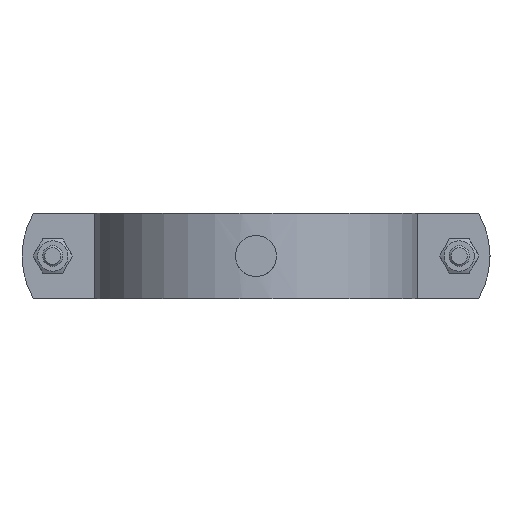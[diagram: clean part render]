
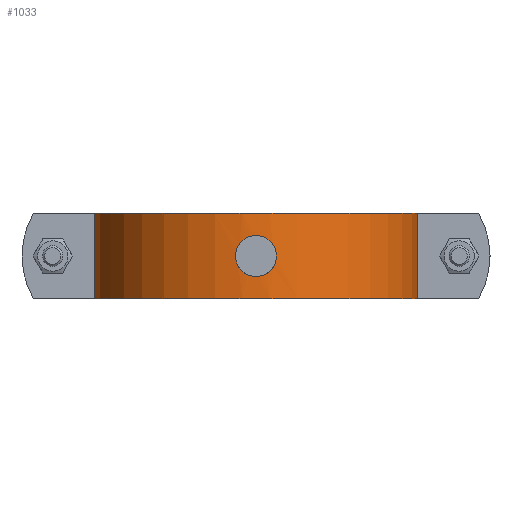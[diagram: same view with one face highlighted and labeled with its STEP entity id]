
A CAD part, front view. The second image highlights one B-rep face of the part: STEP entity #1033.
In plain terms, the highlighted cylindrical face has radius 47.45 mm (diameter 94.9 mm), a partial arc.
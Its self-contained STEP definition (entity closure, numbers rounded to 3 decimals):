
#588=CARTESIAN_POINT('',(6.,47.069,0.));
#589=VERTEX_POINT('',#588);
#590=CARTESIAN_POINT('',(6.,47.069,0.));
#591=CARTESIAN_POINT('',(6.,47.069,0.637));
#592=CARTESIAN_POINT('',(5.894,47.083,1.309));
#593=CARTESIAN_POINT('',(5.675,47.109,1.947));
#594=CARTESIAN_POINT('',(5.523,47.128,2.392));
#595=CARTESIAN_POINT('',(5.316,47.152,2.821));
#596=CARTESIAN_POINT('',(5.066,47.179,3.214));
#597=CARTESIAN_POINT('',(4.882,47.199,3.506));
#598=CARTESIAN_POINT('',(4.673,47.22,3.778));
#599=CARTESIAN_POINT('',(4.45,47.241,4.025));
#600=CARTESIAN_POINT('',(4.273,47.258,4.221));
#601=CARTESIAN_POINT('',(4.087,47.274,4.401));
#602=CARTESIAN_POINT('',(3.884,47.291,4.573));
#603=CARTESIAN_POINT('',(3.377,47.332,5.004));
#604=CARTESIAN_POINT('',(2.774,47.373,5.365));
#605=CARTESIAN_POINT('',(2.13,47.402,5.609));
#606=CARTESIAN_POINT('',(1.627,47.425,5.8));
#607=CARTESIAN_POINT('',(1.098,47.44,5.922));
#608=CARTESIAN_POINT('',(0.579,47.446,5.972));
#609=CARTESIAN_POINT('',(0.207,47.451,6.008));
#610=CARTESIAN_POINT('',(-0.154,47.451,6.01));
#611=CARTESIAN_POINT('',(-0.525,47.447,5.977));
#612=CARTESIAN_POINT('',(-1.183,47.44,5.919));
#613=CARTESIAN_POINT('',(-1.856,47.418,5.746));
#614=CARTESIAN_POINT('',(-2.477,47.385,5.465));
#615=CARTESIAN_POINT('',(-3.088,47.353,5.188));
#616=CARTESIAN_POINT('',(-3.648,47.312,4.806));
#617=CARTESIAN_POINT('',(-4.113,47.271,4.369));
#618=CARTESIAN_POINT('',(-4.272,47.258,4.219));
#619=CARTESIAN_POINT('',(-4.421,47.244,4.063));
#620=CARTESIAN_POINT('',(-4.565,47.23,3.894));
#621=CARTESIAN_POINT('',(-4.993,47.189,3.392));
#622=CARTESIAN_POINT('',(-5.353,47.148,2.795));
#623=CARTESIAN_POINT('',(-5.599,47.118,2.156));
#624=CARTESIAN_POINT('',(-5.788,47.096,1.665));
#625=CARTESIAN_POINT('',(-5.911,47.08,1.15));
#626=CARTESIAN_POINT('',(-5.966,47.073,0.641));
#627=CARTESIAN_POINT('',(-5.993,47.07,0.384));
#628=CARTESIAN_POINT('',(-6.004,47.069,0.131));
#629=CARTESIAN_POINT('',(-5.999,47.069,-0.122));
#630=CARTESIAN_POINT('',(-5.986,47.071,-0.763));
#631=CARTESIAN_POINT('',(-5.865,47.087,-1.436));
#632=CARTESIAN_POINT('',(-5.631,47.115,-2.071));
#633=CARTESIAN_POINT('',(-5.473,47.134,-2.501));
#634=CARTESIAN_POINT('',(-5.264,47.158,-2.914));
#635=CARTESIAN_POINT('',(-5.016,47.184,-3.293));
#636=CARTESIAN_POINT('',(-4.802,47.207,-3.619));
#637=CARTESIAN_POINT('',(-4.558,47.231,-3.92));
#638=CARTESIAN_POINT('',(-4.298,47.255,-4.187));
#639=CARTESIAN_POINT('',(-4.111,47.272,-4.378));
#640=CARTESIAN_POINT('',(-3.911,47.289,-4.559));
#641=CARTESIAN_POINT('',(-3.694,47.306,-4.728));
#642=CARTESIAN_POINT('',(-3.17,47.347,-5.138));
#643=CARTESIAN_POINT('',(-2.558,47.385,-5.47));
#644=CARTESIAN_POINT('',(-1.912,47.411,-5.687));
#645=CARTESIAN_POINT('',(-1.331,47.435,-5.882));
#646=CARTESIAN_POINT('',(-0.723,47.448,-5.985));
#647=CARTESIAN_POINT('',(-0.141,47.45,-5.998));
#648=CARTESIAN_POINT('',(0.083,47.45,-6.004));
#649=CARTESIAN_POINT('',(0.305,47.45,-5.997));
#650=CARTESIAN_POINT('',(0.532,47.447,-5.976));
#651=CARTESIAN_POINT('',(1.186,47.44,-5.918));
#652=CARTESIAN_POINT('',(1.856,47.418,-5.746));
#653=CARTESIAN_POINT('',(2.475,47.385,-5.466));
#654=CARTESIAN_POINT('',(2.862,47.365,-5.291));
#655=CARTESIAN_POINT('',(3.23,47.341,-5.074));
#656=CARTESIAN_POINT('',(3.565,47.316,-4.826));
#657=CARTESIAN_POINT('',(3.803,47.298,-4.65));
#658=CARTESIAN_POINT('',(4.025,47.279,-4.459));
#659=CARTESIAN_POINT('',(4.227,47.261,-4.259));
#660=CARTESIAN_POINT('',(4.4,47.246,-4.087));
#661=CARTESIAN_POINT('',(4.565,47.23,-3.902));
#662=CARTESIAN_POINT('',(4.72,47.215,-3.704));
#663=CARTESIAN_POINT('',(5.13,47.174,-3.181));
#664=CARTESIAN_POINT('',(5.464,47.135,-2.57));
#665=CARTESIAN_POINT('',(5.683,47.108,-1.925));
#666=CARTESIAN_POINT('',(5.897,47.083,-1.294));
#667=CARTESIAN_POINT('',(6.,47.069,-0.629));
#668=CARTESIAN_POINT('',(6.,47.069,0.));
#669=B_SPLINE_CURVE_WITH_KNOTS('',3,(#590,#591,#592,#593,#594,#595,#596,#597,#598,#599,#600,#601,#602,#603,#604,#605,#606,#607,#608,#609,#610,#611,#612,#613,#614,#615,#616,#617,#618,#619,#620,#621,#622,#623,#624,#625,#626,#627,#628,#629,#630,#631,#632,#633,#634,#635,#636,#637,#638,#639,#640,#641,#642,#643,#644,#645,#646,#647,#648,#649,#650,#651,#652,#653,#654,#655,#656,#657,#658,#659,#660,#661,#662,#663,#664,#665,#666,#667,#668),.UNSPECIFIED.,.T.,.U.,(4,3,3,3,3,3,3,3,3,3,3,3,3,3,3,3,3,3,3,3,3,3,3,3,3,3,4),(0.0,0.191,0.324,0.423,0.501,0.696,0.848,0.957,1.15,1.34,1.405,1.598,1.747,1.822,2.014,2.143,2.255,2.335,2.528,2.701,2.768,2.96,3.08,3.166,3.239,3.432,3.62),.UNSPECIFIED.);
#670=EDGE_CURVE('',#589,#589,#669,.T.);
#851=CARTESIAN_POINT('',(47.186,5.,12.5));
#852=VERTEX_POINT('',#851);
#859=CARTESIAN_POINT('',(-47.186,5.,12.5));
#860=VERTEX_POINT('',#859);
#861=CARTESIAN_POINT('',(0.0,0.0,12.5));
#862=DIRECTION('',(0.0,0.0,-1.0));
#863=DIRECTION('',(-0.994,-0.105,0.0));
#864=AXIS2_PLACEMENT_3D('',#861,#862,#863);
#865=CIRCLE('',#864,47.45);
#866=EDGE_CURVE('',#860,#852,#865,.T.);
#906=CARTESIAN_POINT('',(47.186,5.,-12.5));
#907=VERTEX_POINT('',#906);
#914=CARTESIAN_POINT('',(47.186,5.,12.5));
#915=DIRECTION('',(0.0,0.0,-1.0));
#916=VECTOR('',#915,25.0);
#917=LINE('',#914,#916);
#918=EDGE_CURVE('',#852,#907,#917,.T.);
#995=CARTESIAN_POINT('',(-47.186,5.,-12.5));
#996=VERTEX_POINT('',#995);
#1003=CARTESIAN_POINT('',(0.0,0.0,-12.5));
#1004=DIRECTION('',(0.0,0.0,1.0));
#1005=DIRECTION('',(-0.994,-0.105,0.0));
#1006=AXIS2_PLACEMENT_3D('',#1003,#1004,#1005);
#1007=CIRCLE('',#1006,47.45);
#1008=EDGE_CURVE('',#907,#996,#1007,.T.);
#1014=CARTESIAN_POINT('',(0.0,0.0,0.0));
#1015=DIRECTION('',(0.0,0.0,1.0));
#1016=DIRECTION('',(-0.994,-0.105,0.0));
#1017=AXIS2_PLACEMENT_3D('',#1014,#1015,#1016);
#1018=CYLINDRICAL_SURFACE('',#1017,47.45);
#1019=ORIENTED_EDGE('',*,*,#866,.T.);
#1020=ORIENTED_EDGE('',*,*,#918,.T.);
#1021=ORIENTED_EDGE('',*,*,#1008,.T.);
#1022=CARTESIAN_POINT('',(-47.186,5.,12.5));
#1023=DIRECTION('',(0.0,0.0,-1.0));
#1024=VECTOR('',#1023,25.0);
#1025=LINE('',#1022,#1024);
#1026=EDGE_CURVE('',#860,#996,#1025,.T.);
#1027=ORIENTED_EDGE('',*,*,#1026,.F.);
#1028=EDGE_LOOP('',(#1019,#1020,#1021,#1027));
#1029=FACE_OUTER_BOUND('',#1028,.T.);
#1030=ORIENTED_EDGE('',*,*,#670,.T.);
#1031=EDGE_LOOP('',(#1030));
#1032=FACE_BOUND('',#1031,.T.);
#1033=ADVANCED_FACE('',(#1029,#1032),#1018,.T.);
